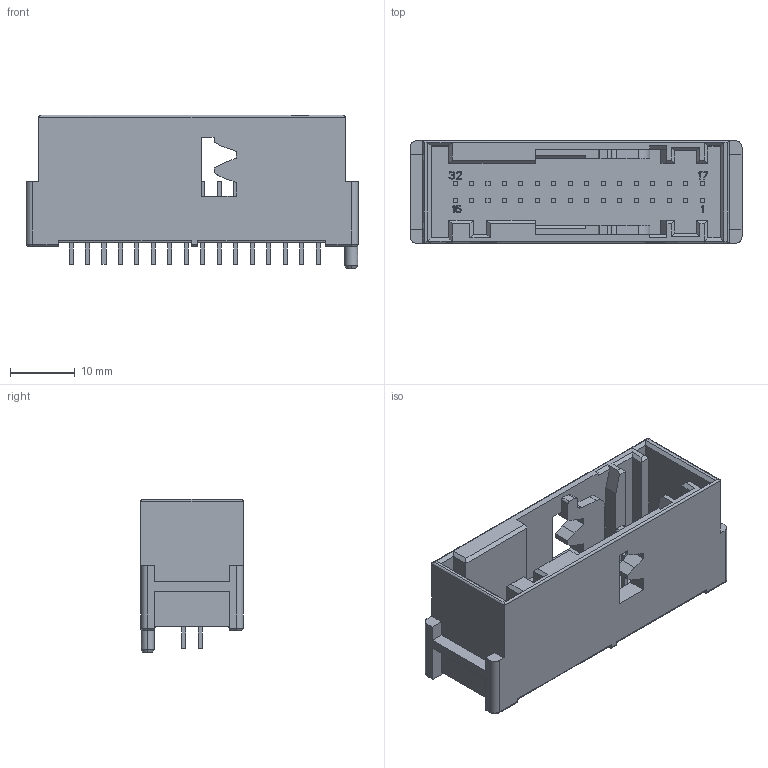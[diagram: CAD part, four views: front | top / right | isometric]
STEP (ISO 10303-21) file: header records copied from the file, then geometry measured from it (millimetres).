
FILE_DESCRIPTION(/* description */ (''),/* implementation_level */ '2;1');
FILE_NAME(/* name */ 'TE9675~1',/* time_stamp */ '2018-02-27T21:06:05+03:00',/* author */ (''),/* organization */ (''),/* preprocessor_version */ 'ST-DEVELOPER v15',/* originating_system */ '',/* authorisation */ '');
FILE_SCHEMA (('AUTOMOTIVE_DESIGN'));
Length unit declared in the file: millimetre
Products named in the file (1): Document
Bounding box: 51.2 x 15.8 x 23.7 mm (x, y, z)
Surface area: 7550.4 mm2 (no closed solid volume)
Topology: 0 solids, 65 shells, 694 faces, 2076 edges, 1454 vertices
Faces by surface type: plane 646, bspline 48
Entity records: 21602 total; most frequent: CARTESIAN_POINT 7531, ORIENTED_EDGE 3640, EDGE_CURVE 2076, B_SPLINE_CURVE_WITH_KNOTS 1995, VERTEX_POINT 1454, EDGE_LOOP 768, ADVANCED_FACE 694, FACE_OUTER_BOUND 694
